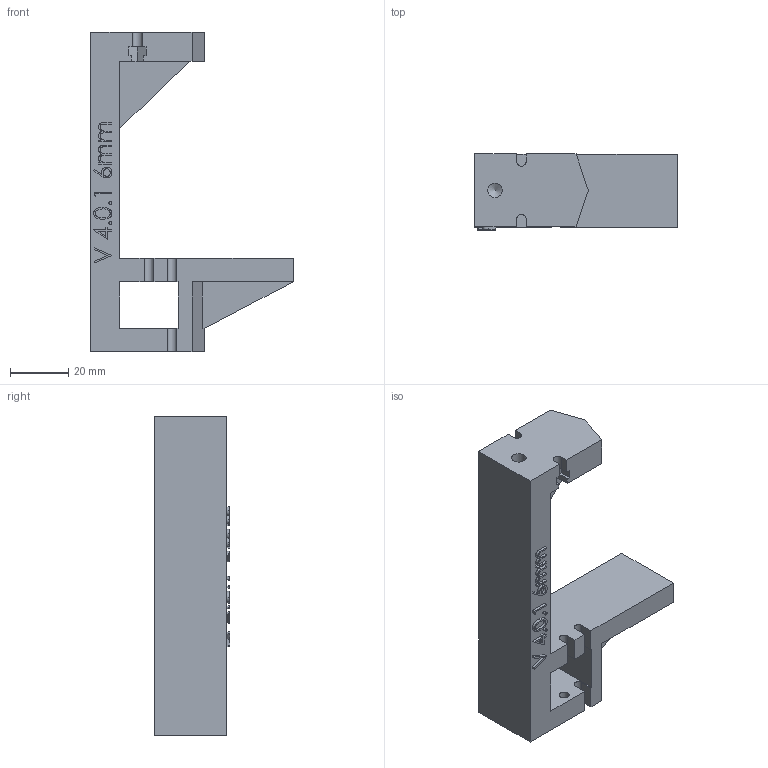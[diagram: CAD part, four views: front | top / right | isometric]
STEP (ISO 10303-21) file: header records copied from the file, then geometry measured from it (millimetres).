
FILE_DESCRIPTION(/* description */ (''),/* implementation_level */ '2;1');
FILE_NAME(/* name */ 'Pillar (v4.0.1) v1.step',/* time_stamp */ '2023-03-15T13:10:13-04:00',/* author */ (''),/* organization */ (''),/* preprocessor_version */ 'ST-DEVELOPER v19.2',/* originating_system */ 'Autodesk Translation Framework v11.17.0.187',/* authorisation */ '');
FILE_SCHEMA (('AUTOMOTIVE_DESIGN { 1 0 10303 214 3 1 1 }'));
Length unit declared in the file: millimetre
Products named in the file (1): Pillar (v4.0.1)
Bounding box: 69.51 x 26 x 109.61 mm (x, y, z)
Volume: 54851.8 mm3; surface area: 18131.2 mm2
Topology: 1 solids, 1 shells, 186 faces, 517 edges, 343 vertices
Faces by surface type: plane 130, bspline 44, cylinder 11, cone 1
Full cylindrical faces by diameter (mm): 3.4 x2, 5 x1
Entity records: 8299 total; most frequent: CARTESIAN_POINT 3770, ORIENTED_EDGE 1032, DIRECTION 736, EDGE_CURVE 516, LINE 406, VECTOR 406, VERTEX_POINT 343, EDGE_LOOP 203
